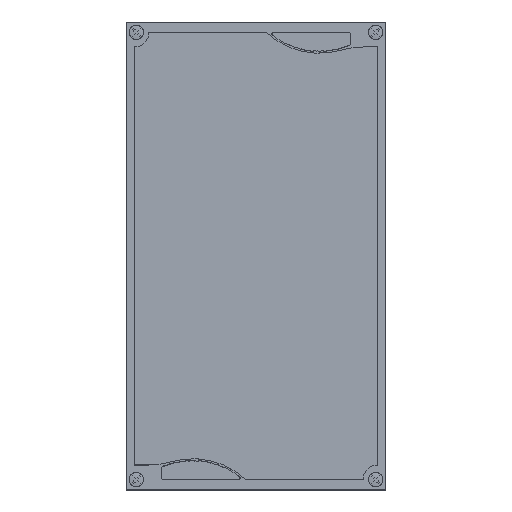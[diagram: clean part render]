
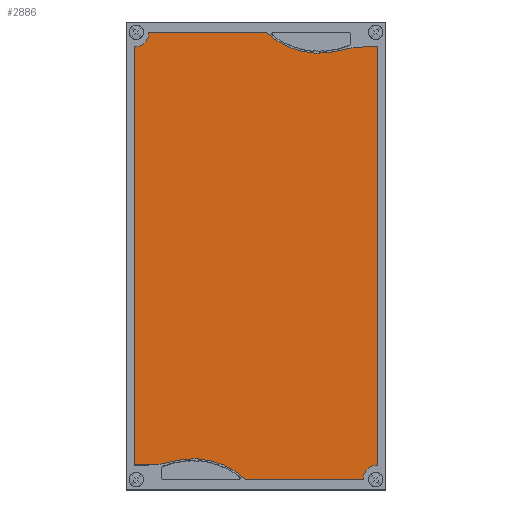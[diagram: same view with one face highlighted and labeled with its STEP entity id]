
A CAD part, top view. The second image highlights one B-rep face of the part: STEP entity #2886.
In plain terms, the highlighted planar face has unit normal (0, 0, 1).
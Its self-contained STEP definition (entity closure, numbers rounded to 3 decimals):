
#2886=ADVANCED_FACE('',(#5806),#5807,.F.);
#5806=FACE_OUTER_BOUND('',#8836,.T.);
#5807=PLANE('',#8837);
#8836=EDGE_LOOP('',(#17098,#17099,#17100,#17101,#17102,#17103,#17104,#17105,#17106,#17107,#17108,#17109));
#8837=AXIS2_PLACEMENT_3D('',#17110,#17111,#17112);
#17098=ORIENTED_EDGE('',*,*,#21707,.T.);
#17099=ORIENTED_EDGE('',*,*,#21703,.T.);
#17100=ORIENTED_EDGE('',*,*,#21699,.T.);
#17101=ORIENTED_EDGE('',*,*,#21714,.F.);
#17102=ORIENTED_EDGE('',*,*,#21715,.T.);
#17103=ORIENTED_EDGE('',*,*,#21716,.T.);
#17104=ORIENTED_EDGE('',*,*,#21717,.T.);
#17105=ORIENTED_EDGE('',*,*,#21718,.T.);
#17106=ORIENTED_EDGE('',*,*,#21719,.T.);
#17107=ORIENTED_EDGE('',*,*,#21720,.F.);
#17108=ORIENTED_EDGE('',*,*,#21721,.T.);
#17109=ORIENTED_EDGE('',*,*,#21710,.F.);
#17110=CARTESIAN_POINT('',(125.0,225.0,136.8));
#17111=DIRECTION('',(0.0,0.0,-1.0));
#17112=DIRECTION('',(0.0,1.0,0.0));
#21699=EDGE_CURVE('',#26842,#26840,#26843,.T.);
#21703=EDGE_CURVE('',#26848,#26842,#26849,.T.);
#21707=EDGE_CURVE('',#26854,#26848,#26855,.T.);
#21710=EDGE_CURVE('',#26854,#26858,#26859,.T.);
#21714=EDGE_CURVE('',#26864,#26840,#26865,.T.);
#21715=EDGE_CURVE('',#26864,#26866,#26867,.T.);
#21716=EDGE_CURVE('',#26866,#26868,#26869,.T.);
#21717=EDGE_CURVE('',#26868,#26870,#26871,.T.);
#21718=EDGE_CURVE('',#26870,#26872,#26873,.T.);
#21719=EDGE_CURVE('',#26872,#26874,#26875,.T.);
#21720=EDGE_CURVE('',#26876,#26874,#26877,.T.);
#21721=EDGE_CURVE('',#26876,#26858,#26878,.T.);
#26840=VERTEX_POINT('',#34700);
#26842=VERTEX_POINT('',#34703);
#26843=CIRCLE('',#34704,75.62);
#26848=VERTEX_POINT('',#34710);
#26849=CIRCLE('',#34711,77.847);
#26854=VERTEX_POINT('',#34718);
#26855=LINE('',#34719,#34720);
#26858=VERTEX_POINT('',#34724);
#26859=LINE('',#34725,#34726);
#26864=VERTEX_POINT('',#34733);
#26865=LINE('',#34734,#34735);
#26866=VERTEX_POINT('',#34736);
#26867=CIRCLE('',#34737,13.999);
#26868=VERTEX_POINT('',#34738);
#26869=LINE('',#34739,#34740);
#26870=VERTEX_POINT('',#34741);
#26871=LINE('',#34742,#34743);
#26872=VERTEX_POINT('',#34744);
#26873=CIRCLE('',#34745,77.847);
#26874=VERTEX_POINT('',#34746);
#26875=CIRCLE('',#34747,75.62);
#26876=VERTEX_POINT('',#34748);
#26877=LINE('',#34749,#34750);
#26878=CIRCLE('',#34751,13.999);
#34700=CARTESIAN_POINT('',(134.799,439.978,136.8));
#34703=CARTESIAN_POINT('',(207.292,422.98,136.8));
#34704=AXIS2_PLACEMENT_3D('',#39180,#39181,#39182);
#34710=CARTESIAN_POINT('',(228.49,425.98,136.8));
#34711=AXIS2_PLACEMENT_3D('',#39187,#39188,#39189);
#34718=CARTESIAN_POINT('',(241.988,425.98,136.8));
#34719=CARTESIAN_POINT('',(180.119,425.98,136.8));
#34720=VECTOR('',#39192,1.0);
#34724=CARTESIAN_POINT('',(241.988,24.02,136.8));
#34725=CARTESIAN_POINT('',(241.988,225.0,136.8));
#34726=VECTOR('',#39194,1.);
#34733=CARTESIAN_POINT('',(22.01,439.979,136.8));
#34734=CARTESIAN_POINT('',(125.0,439.979,136.8));
#34735=VECTOR('',#39197,1.);
#34736=CARTESIAN_POINT('',(8.012,425.98,136.8));
#34737=AXIS2_PLACEMENT_3D('',#39198,#39199,#39200);
#34738=CARTESIAN_POINT('',(8.012,24.02,136.8));
#34739=CARTESIAN_POINT('',(8.012,225.0,136.8));
#34740=VECTOR('',#39201,1.);
#34741=CARTESIAN_POINT('',(21.51,24.02,136.8));
#34742=CARTESIAN_POINT('',(69.881,24.02,136.8));
#34743=VECTOR('',#39202,1.0);
#34744=CARTESIAN_POINT('',(42.708,27.02,136.8));
#34745=AXIS2_PLACEMENT_3D('',#39203,#39204,#39205);
#34746=CARTESIAN_POINT('',(115.201,10.022,136.8));
#34747=AXIS2_PLACEMENT_3D('',#39206,#39207,#39208);
#34748=CARTESIAN_POINT('',(227.99,10.021,136.8));
#34749=CARTESIAN_POINT('',(125.0,10.022,136.8));
#34750=VECTOR('',#39209,1.);
#34751=AXIS2_PLACEMENT_3D('',#39210,#39211,#39212);
#39180=CARTESIAN_POINT('',(186.072,495.561,136.8));
#39181=DIRECTION('',(-0.0,0.0,-1.0));
#39182=DIRECTION('',(-0.678,-0.735,0.0));
#39187=CARTESIAN_POINT('',(228.695,348.133,136.8));
#39188=DIRECTION('',(0.0,-0.0,1.0));
#39189=DIRECTION('',(-0.003,1.,0.0));
#39192=DIRECTION('',(-1.0,-0.0,-0.0));
#39194=DIRECTION('',(0.0,-1.0,0.0));
#39197=DIRECTION('',(1.0,0.0,0.0));
#39198=CARTESIAN_POINT('',(8.012,439.979,136.8));
#39199=DIRECTION('',(0.0,0.0,-1.0));
#39200=DIRECTION('',(0.,-1.0,0.0));
#39201=DIRECTION('',(0.0,-1.0,0.0));
#39202=DIRECTION('',(1.0,-0.0,0.0));
#39203=CARTESIAN_POINT('',(21.305,101.867,136.8));
#39204=DIRECTION('',(-0.0,0.0,1.0));
#39205=DIRECTION('',(0.003,-1.,0.0));
#39206=CARTESIAN_POINT('',(63.928,-45.561,136.8));
#39207=DIRECTION('',(0.0,0.0,-1.0));
#39208=DIRECTION('',(0.678,0.735,0.0));
#39209=DIRECTION('',(-1.0,0.0,0.0));
#39210=CARTESIAN_POINT('',(241.988,10.021,136.8));
#39211=DIRECTION('',(0.0,0.0,-1.0));
#39212=DIRECTION('',(0.,1.0,0.0));
